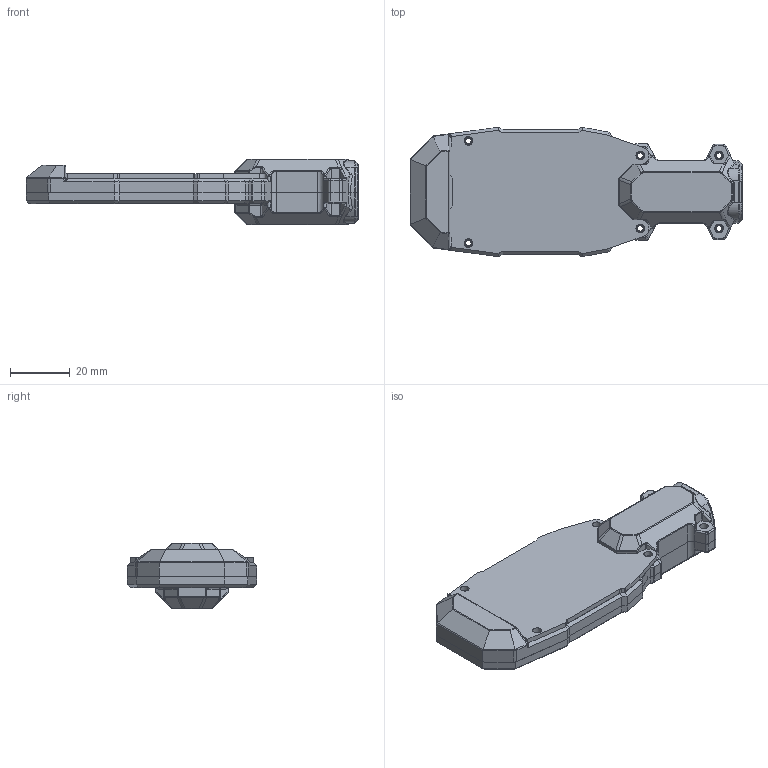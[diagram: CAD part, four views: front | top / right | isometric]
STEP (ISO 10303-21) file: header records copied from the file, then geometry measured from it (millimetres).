
FILE_DESCRIPTION(/* description */ (''),/* implementation_level */ '2;1');
FILE_NAME(/* name */ '20021-019,020,021_motor-mount.step',/* time_stamp */ '2020-02-14T14:50:39-07:00',/* author */ (''),/* organization */ (''),/* preprocessor_version */ 'ST-DEVELOPER v18',/* originating_system */ 'Autodesk Translation Framework v8.12.0.6',/* authorisation */ '');
FILE_SCHEMA (('AUTOMOTIVE_DESIGN { 1 0 10303 214 3 1 1 }'));
Length unit declared in the file: millimetre
Products named in the file (2): 20021-019,020,021_motor-mount; 94180A321
Assembly tree (6 placements, depth 2):
  20021-019,020,021_motor-mount
    94180A321  x6
Bounding box: 111.6 x 43.5 x 22.13 mm (x, y, z)
Volume: 24400.9 mm3; surface area: 22813.9 mm2
Topology: 9 solids, 9 shells, 2168 faces, 6165 edges, 4038 vertices
Faces by surface type: bspline 972, cylinder 818, plane 294, cone 38, torus 24, sphere 22
Full cylindrical faces by diameter (mm): 1.915 x30, 2.5 x42, 2.9 x10, 3.86 x6, 3.89 x6, 3.99 x6, 4.37 x6, 4.4 x4
Entity records: 33809 total; most frequent: CARTESIAN_POINT 11032, ORIENTED_EDGE 4980, DIRECTION 4686, EDGE_CURVE 2490, AXIS2_PLACEMENT_3D 1746, VERTEX_POINT 1573, LINE 1194, VECTOR 1194
